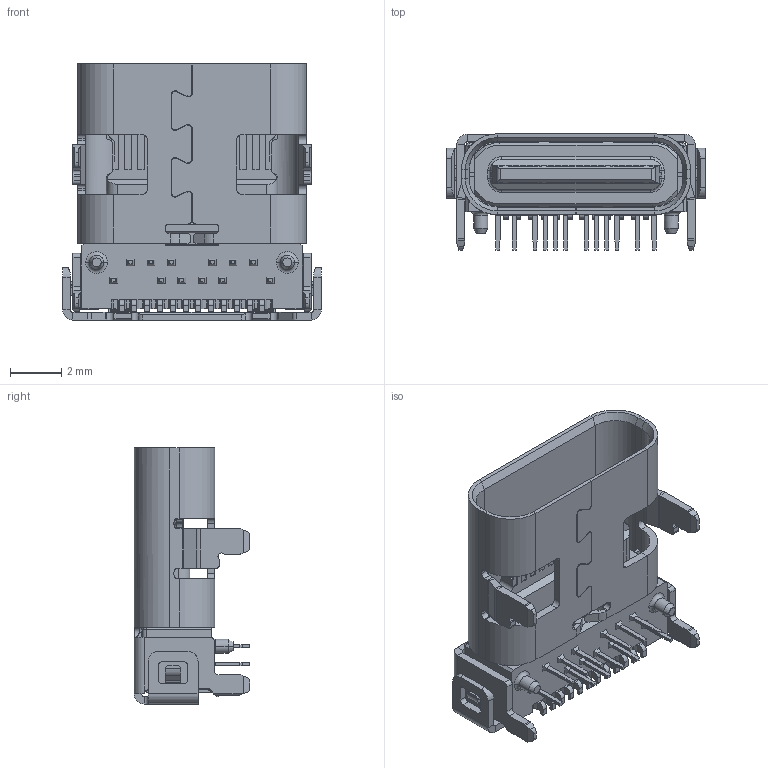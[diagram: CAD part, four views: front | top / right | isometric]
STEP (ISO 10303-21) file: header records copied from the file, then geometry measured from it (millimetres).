
FILE_DESCRIPTION((''),'2;1');
FILE_NAME('A4Q2412-A-CUS-1-210524_ASM','2021-06-08T10:09:33',('Administrator'),(''),'CREO PARAMETRIC BY PTC INC, 2016510','CREO PARAMETRIC BY PTC INC, 2016510','');
FILE_SCHEMA(('AUTOMOTIVE_DESIGN { 1 0 10303 214 1 1 1 1 }'));
Length unit declared in the file: millimetre
Products named in the file (1): A4Q2412-A-CUS-1-210524_ASM
Bounding box: 10.1 x 4.53 x 10 mm (x, y, z)
Surface area: 639.3 mm2 (no closed solid volume)
Topology: 0 solids, 2 shells, 1142 faces, 3033 edges, 1909 vertices
Faces by surface type: plane 834, cylinder 236, cone 34, bspline 18, torus 16, extrusion 4
Entity records: 47232 total; most frequent: CARTESIAN_POINT 7118, ORIENTED_EDGE 6042, DIRECTION 5712, PRESENTATION_STYLE_ASSIGNMENT 3397, STYLED_ITEM 3035, CURVE_STYLE 3033, EDGE_CURVE 3033, VECTOR 2362
